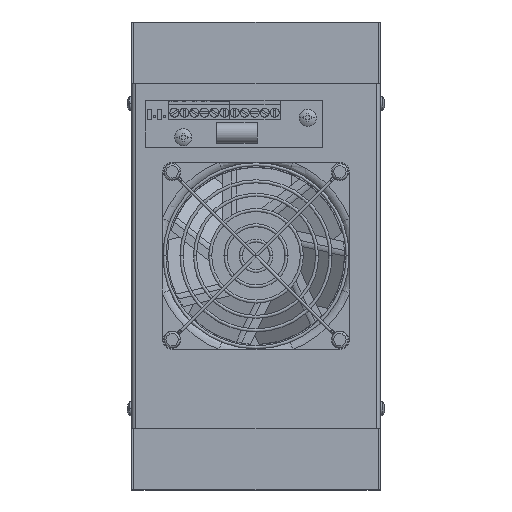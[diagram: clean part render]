
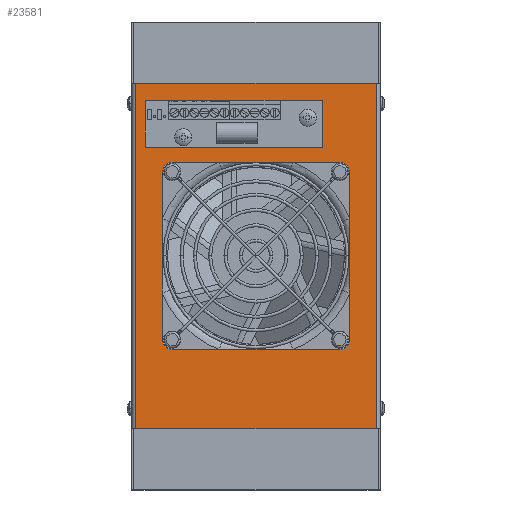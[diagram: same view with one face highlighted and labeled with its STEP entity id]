
A CAD part, top view. The second image highlights one B-rep face of the part: STEP entity #23581.
In plain terms, the highlighted planar face has unit normal (0, 0, 1).
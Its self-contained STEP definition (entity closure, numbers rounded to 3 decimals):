
#64 = ORIENTED_EDGE ( 'NONE', *, *, #38215, .F. ) ;
#298 = ORIENTED_EDGE ( 'NONE', *, *, #38940, .F. ) ;
#1187 = DIRECTION ( 'NONE',  ( 0., 1., 0. ) ) ;
#1910 = CARTESIAN_POINT ( 'NONE',  ( 46., 41.001, 57. ) ) ;
#2484 = VECTOR ( 'NONE', #28090, 1000. ) ;
#3769 = LINE ( 'NONE', #24715, #21324 ) ;
#3850 = VECTOR ( 'NONE', #27584, 1000. ) ;
#4366 = LINE ( 'NONE', #41654, #19579 ) ;
#4601 = LINE ( 'NONE', #47585, #33323 ) ;
#4796 = EDGE_CURVE ( 'NONE', #25690, #41534, #14378, .T. ) ;
#4907 = DIRECTION ( 'NONE',  ( -1., 0., 0. ) ) ;
#5522 = LINE ( 'NONE', #30487, #34283 ) ;
#5701 = CIRCLE ( 'NONE', #44152, 5. ) ;
#6305 = AXIS2_PLACEMENT_3D ( 'NONE', #27267, #12567, #31037 ) ;
#6652 = EDGE_CURVE ( 'NONE', #15314, #23103, #4601, .T. ) ;
#6919 = EDGE_CURVE ( 'NONE', #14622, #25690, #10445, .T. ) ;
#8547 = PLANE ( 'NONE',  #46497 ) ;
#8776 = DIRECTION ( 'NONE',  ( 1., 0., 0. ) ) ;
#9347 = ORIENTED_EDGE ( 'NONE', *, *, #27354, .F. ) ;
#10445 = LINE ( 'NONE', #19208, #29134 ) ;
#11106 = CARTESIAN_POINT ( 'NONE',  ( -46., 41.001, 57. ) ) ;
#12567 = DIRECTION ( 'NONE',  ( 0., 0., 1. ) ) ;
#12803 = ORIENTED_EDGE ( 'NONE', *, *, #16615, .F. ) ;
#13112 = CARTESIAN_POINT ( 'NONE',  ( -41., -45.999, 57. ) ) ;
#13115 = DIRECTION ( 'NONE',  ( 1., 0., 0. ) ) ;
#13590 = CARTESIAN_POINT ( 'NONE',  ( 41., 46.001, 57. ) ) ;
#14378 = CIRCLE ( 'NONE', #23098, 5. ) ;
#14597 = ORIENTED_EDGE ( 'NONE', *, *, #4796, .F. ) ;
#14622 = VERTEX_POINT ( 'NONE', #13112 ) ;
#15314 = VERTEX_POINT ( 'NONE', #34458 ) ;
#16017 = CARTESIAN_POINT ( 'NONE',  ( 60., 85., 57. ) ) ;
#16615 = EDGE_CURVE ( 'NONE', #29245, #47264, #24081, .T. ) ;
#17814 = EDGE_LOOP ( 'NONE', ( #9347, #14597, #34802, #29630, #41665, #37579, #64, #12803 ) ) ;
#18492 = AXIS2_PLACEMENT_3D ( 'NONE', #27712, #20664, #31644 ) ;
#19208 = CARTESIAN_POINT ( 'NONE',  ( 60., -45.999, 57. ) ) ;
#19356 = CARTESIAN_POINT ( 'NONE',  ( -46., -40.999, 57. ) ) ;
#19579 = VECTOR ( 'NONE', #1187, 1000. ) ;
#20664 = DIRECTION ( 'NONE',  ( 0., 0., 1. ) ) ;
#20837 = DIRECTION ( 'NONE',  ( 0., 0., 1. ) ) ;
#21032 = VERTEX_POINT ( 'NONE', #43323 ) ;
#21324 = VECTOR ( 'NONE', #25375, 1000. ) ;
#21652 = CARTESIAN_POINT ( 'NONE',  ( 41., -40.999, 57. ) ) ;
#22035 = EDGE_CURVE ( 'NONE', #36013, #28888, #36453, .T. ) ;
#22369 = LINE ( 'NONE', #46607, #2484 ) ;
#22720 = FACE_OUTER_BOUND ( 'NONE', #32447, .T. ) ;
#23098 = AXIS2_PLACEMENT_3D ( 'NONE', #21652, #20837, #39513 ) ;
#23103 = VERTEX_POINT ( 'NONE', #39658 ) ;
#23581 = ADVANCED_FACE ( 'NONE', ( #22720, #43874 ), #8547, .F. ) ;
#23843 = DIRECTION ( 'NONE',  ( 0., 0., -1. ) ) ;
#24081 = CIRCLE ( 'NONE', #6305, 5. ) ;
#24715 = CARTESIAN_POINT ( 'NONE',  ( 60., 46.001, 57. ) ) ;
#25375 = DIRECTION ( 'NONE',  ( -1., 0., 0. ) ) ;
#25690 = VERTEX_POINT ( 'NONE', #31835 ) ;
#26702 = EDGE_CURVE ( 'NONE', #21032, #37884, #4366, .T. ) ;
#27267 = CARTESIAN_POINT ( 'NONE',  ( 41., 41.001, 57. ) ) ;
#27284 = LINE ( 'NONE', #46431, #3850 ) ;
#27354 = EDGE_CURVE ( 'NONE', #41534, #29245, #22369, .T. ) ;
#27584 = DIRECTION ( 'NONE',  ( 0., -1., 0. ) ) ;
#27712 = CARTESIAN_POINT ( 'NONE',  ( -41., 41.001, 57. ) ) ;
#28090 = DIRECTION ( 'NONE',  ( 0., 1., 0. ) ) ;
#28356 = EDGE_CURVE ( 'NONE', #21032, #23103, #42896, .T. ) ;
#28594 = ORIENTED_EDGE ( 'NONE', *, *, #26702, .F. ) ;
#28888 = VERTEX_POINT ( 'NONE', #11106 ) ;
#28899 = CARTESIAN_POINT ( 'NONE',  ( -41., -40.999, 57. ) ) ;
#29134 = VECTOR ( 'NONE', #8776, 1000. ) ;
#29203 = DIRECTION ( 'NONE',  ( 0., -1., 0. ) ) ;
#29245 = VERTEX_POINT ( 'NONE', #1910 ) ;
#29630 = ORIENTED_EDGE ( 'NONE', *, *, #34649, .F. ) ;
#30426 = ORIENTED_EDGE ( 'NONE', *, *, #28356, .T. ) ;
#30487 = CARTESIAN_POINT ( 'NONE',  ( 60., 85., 57. ) ) ;
#30782 = EDGE_CURVE ( 'NONE', #28888, #37166, #27284, .T. ) ;
#31037 = DIRECTION ( 'NONE',  ( 1., 0., 0. ) ) ;
#31644 = DIRECTION ( 'NONE',  ( 1., 0., 0. ) ) ;
#31831 = ORIENTED_EDGE ( 'NONE', *, *, #6652, .F. ) ;
#31835 = CARTESIAN_POINT ( 'NONE',  ( 41., -45.999, 57. ) ) ;
#32447 = EDGE_LOOP ( 'NONE', ( #298, #28594, #30426, #31831 ) ) ;
#33323 = VECTOR ( 'NONE', #29203, 1000. ) ;
#34283 = VECTOR ( 'NONE', #34300, 1000. ) ;
#34300 = DIRECTION ( 'NONE',  ( 1., 0., 0. ) ) ;
#34458 = CARTESIAN_POINT ( 'NONE',  ( 59., 85., 57. ) ) ;
#34649 = EDGE_CURVE ( 'NONE', #37166, #14622, #5701, .T. ) ;
#34802 = ORIENTED_EDGE ( 'NONE', *, *, #6919, .F. ) ;
#36013 = VERTEX_POINT ( 'NONE', #41651 ) ;
#36453 = CIRCLE ( 'NONE', #18492, 5. ) ;
#37166 = VERTEX_POINT ( 'NONE', #19356 ) ;
#37579 = ORIENTED_EDGE ( 'NONE', *, *, #22035, .F. ) ;
#37884 = VERTEX_POINT ( 'NONE', #41203 ) ;
#38215 = EDGE_CURVE ( 'NONE', #47264, #36013, #3769, .T. ) ;
#38940 = EDGE_CURVE ( 'NONE', #37884, #15314, #5522, .T. ) ;
#39513 = DIRECTION ( 'NONE',  ( 1., 0., 0. ) ) ;
#39658 = CARTESIAN_POINT ( 'NONE',  ( 59., -85., 57. ) ) ;
#40051 = DIRECTION ( 'NONE',  ( 0., 0., 1. ) ) ;
#41203 = CARTESIAN_POINT ( 'NONE',  ( -59., 85., 57. ) ) ;
#41534 = VERTEX_POINT ( 'NONE', #43742 ) ;
#41651 = CARTESIAN_POINT ( 'NONE',  ( -41., 46.001, 57. ) ) ;
#41654 = CARTESIAN_POINT ( 'NONE',  ( -59., 85., 57. ) ) ;
#41665 = ORIENTED_EDGE ( 'NONE', *, *, #30782, .F. ) ;
#41722 = VECTOR ( 'NONE', #13115, 1000. ) ;
#42896 = LINE ( 'NONE', #46339, #41722 ) ;
#43323 = CARTESIAN_POINT ( 'NONE',  ( -59., -85., 57. ) ) ;
#43742 = CARTESIAN_POINT ( 'NONE',  ( 46., -40.999, 57. ) ) ;
#43874 = FACE_BOUND ( 'NONE', #17814, .T. ) ;
#44152 = AXIS2_PLACEMENT_3D ( 'NONE', #28899, #40051, #44491 ) ;
#44491 = DIRECTION ( 'NONE',  ( 1., 0., 0. ) ) ;
#46339 = CARTESIAN_POINT ( 'NONE',  ( 59., -85., 57. ) ) ;
#46431 = CARTESIAN_POINT ( 'NONE',  ( -46., 85., 57. ) ) ;
#46497 = AXIS2_PLACEMENT_3D ( 'NONE', #16017, #23843, #4907 ) ;
#46607 = CARTESIAN_POINT ( 'NONE',  ( 46., 85., 57. ) ) ;
#47264 = VERTEX_POINT ( 'NONE', #13590 ) ;
#47585 = CARTESIAN_POINT ( 'NONE',  ( 59., 85., 57. ) ) ;
